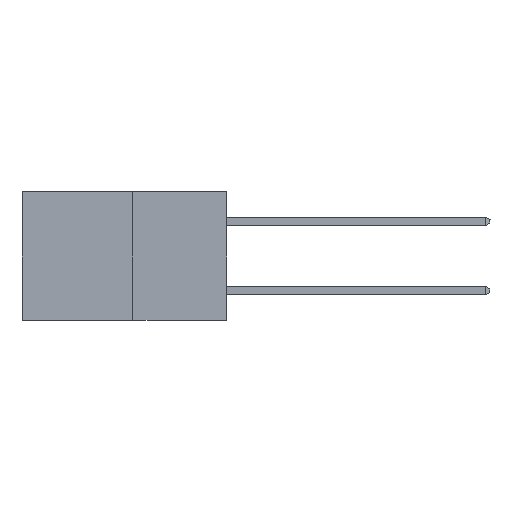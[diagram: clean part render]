
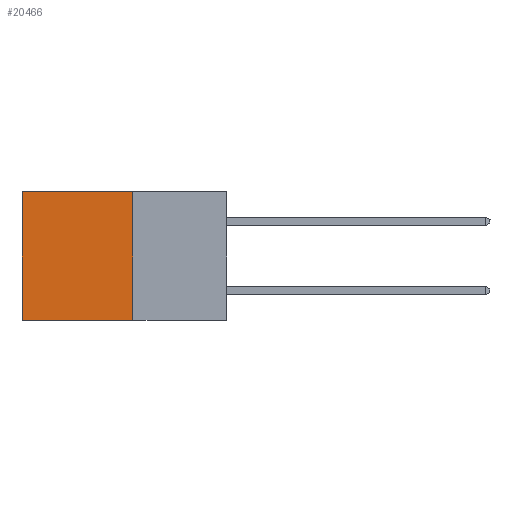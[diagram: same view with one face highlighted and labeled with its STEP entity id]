
A CAD part, left-side view. The second image highlights one B-rep face of the part: STEP entity #20466.
In plain terms, the highlighted planar face has unit normal (-1, 0, 0).
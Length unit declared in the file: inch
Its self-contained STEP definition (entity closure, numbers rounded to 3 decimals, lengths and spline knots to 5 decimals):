
#135 = VECTOR ( 'NONE', #2332, 39.37008 ) ;
#1564 = ORIENTED_EDGE ( 'NONE', *, *, #22815, .T. ) ;
#2332 = DIRECTION ( 'NONE',  ( 0., 0., -1. ) ) ;
#2531 = DIRECTION ( 'NONE',  ( 1., 0., 0. ) ) ;
#3328 = DIRECTION ( 'NONE',  ( 0., 1., 0. ) ) ;
#4264 = DIRECTION ( 'NONE',  ( 0., 1., 0. ) ) ;
#5087 = ORIENTED_EDGE ( 'NONE', *, *, #20421, .F. ) ;
#6047 = VECTOR ( 'NONE', #4264, 39.37008 ) ;
#6121 = LINE ( 'NONE', #17630, #135 ) ;
#7502 = CARTESIAN_POINT ( 'NONE',  ( 0.277, 0.27, -0.37 ) ) ;
#7646 = VECTOR ( 'NONE', #27241, 39.37008 ) ;
#8259 = VERTEX_POINT ( 'NONE', #20895 ) ;
#8862 = EDGE_CURVE ( 'NONE', #8259, #20972, #26775, .T. ) ;
#9590 = VECTOR ( 'NONE', #3328, 39.37008 ) ;
#10054 = CARTESIAN_POINT ( 'NONE',  ( 0.277, 0.59, -0.37 ) ) ;
#10542 = FACE_OUTER_BOUND ( 'NONE', #14287, .T. ) ;
#11783 = ORIENTED_EDGE ( 'NONE', *, *, #8862, .T. ) ;
#12104 = CARTESIAN_POINT ( 'NONE',  ( 0.277, 0.27, 0. ) ) ;
#13285 = AXIS2_PLACEMENT_3D ( 'NONE', #19907, #2531, #17824 ) ;
#13523 = VERTEX_POINT ( 'NONE', #7502 ) ;
#14287 = EDGE_LOOP ( 'NONE', ( #1564, #20473, #5087, #11783 ) ) ;
#14641 = VERTEX_POINT ( 'NONE', #21930 ) ;
#15112 = CARTESIAN_POINT ( 'NONE',  ( 0.277, 0.27, -0.37 ) ) ;
#17630 = CARTESIAN_POINT ( 'NONE',  ( 0.277, 0.27, -0.37 ) ) ;
#17824 = DIRECTION ( 'NONE',  ( 0., 0., -1. ) ) ;
#18535 = LINE ( 'NONE', #10054, #7646 ) ;
#19907 = CARTESIAN_POINT ( 'NONE',  ( 0.277, 0.27, -0.37 ) ) ;
#20421 = EDGE_CURVE ( 'NONE', #8259, #13523, #6121, .T. ) ;
#20466 = ADVANCED_FACE ( 'NONE', ( #10542 ), #26342, .F. ) ;
#20473 = ORIENTED_EDGE ( 'NONE', *, *, #21796, .F. ) ;
#20895 = CARTESIAN_POINT ( 'NONE',  ( 0.277, 0.27, 0. ) ) ;
#20972 = VERTEX_POINT ( 'NONE', #25692 ) ;
#21796 = EDGE_CURVE ( 'NONE', #13523, #14641, #27566, .T. ) ;
#21930 = CARTESIAN_POINT ( 'NONE',  ( 0.277, 0.59, -0.37 ) ) ;
#22815 = EDGE_CURVE ( 'NONE', #20972, #14641, #18535, .T. ) ;
#25692 = CARTESIAN_POINT ( 'NONE',  ( 0.277, 0.59, 0. ) ) ;
#26342 = PLANE ( 'NONE',  #13285 ) ;
#26775 = LINE ( 'NONE', #12104, #9590 ) ;
#27241 = DIRECTION ( 'NONE',  ( 0., 0., -1. ) ) ;
#27566 = LINE ( 'NONE', #15112, #6047 ) ;
